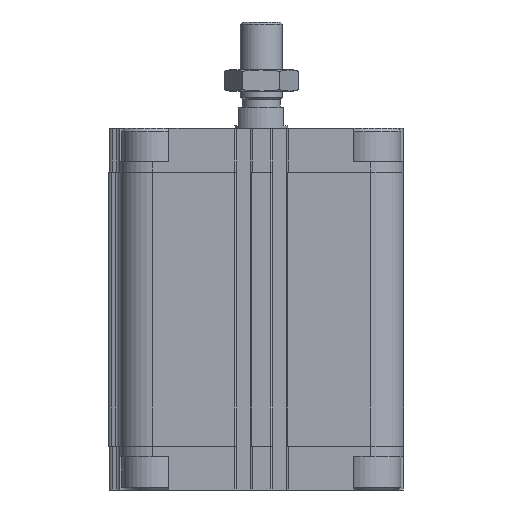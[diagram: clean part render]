
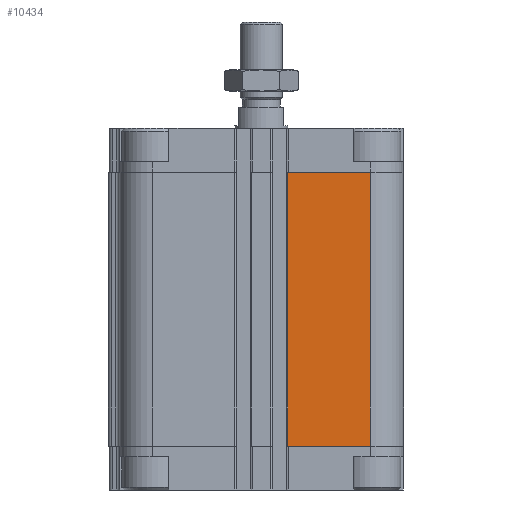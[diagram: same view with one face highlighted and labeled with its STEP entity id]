
A CAD part, left-side view. The second image highlights one B-rep face of the part: STEP entity #10434.
In plain terms, the highlighted face is planar.
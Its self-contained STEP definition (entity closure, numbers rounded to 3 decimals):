
#1996=ORIENTED_EDGE('',*,*,#4642,.F.);
#1997=ORIENTED_EDGE('',*,*,#4727,.F.);
#1998=ORIENTED_EDGE('',*,*,#4341,.T.);
#1999=ORIENTED_EDGE('',*,*,#4728,.T.);
#4341=EDGE_CURVE('',#5855,#5854,#6758,.T.);
#4642=EDGE_CURVE('',#6043,#6044,#6972,.T.);
#4727=EDGE_CURVE('',#5855,#6043,#7025,.T.);
#4728=EDGE_CURVE('',#5854,#6044,#7026,.T.);
#5854=VERTEX_POINT('',#15987);
#5855=VERTEX_POINT('',#15989);
#6043=VERTEX_POINT('',#16582);
#6044=VERTEX_POINT('',#16584);
#6758=LINE('',#15988,#7716);
#6972=LINE('',#16583,#7930);
#7025=LINE('',#16754,#7983);
#7026=LINE('',#16756,#7984);
#7716=VECTOR('',#12395,1000.);
#7930=VECTOR('',#12993,1000.);
#7983=VECTOR('',#13168,1000.);
#7984=VECTOR('',#13171,1000.);
#8593=EDGE_LOOP('',(#1996,#1997,#1998,#1999));
#9319=FACE_BOUND('',#8593,.T.);
#9963=PLANE('',#11278);
#10434=ADVANCED_FACE('',(#9319),#9963,.T.);
#11278=AXIS2_PLACEMENT_3D('',#16755,#13169,#13170);
#12395=DIRECTION('',(0.,1.,0.));
#12993=DIRECTION('',(0.,1.,0.));
#13168=DIRECTION('',(0.,0.,1.));
#13169=DIRECTION('',(1.,0.,0.));
#13170=DIRECTION('',(0.,0.,-1.));
#13171=DIRECTION('',(0.,0.,1.));
#15987=CARTESIAN_POINT('',(53.5,41.,-119.5));
#15988=CARTESIAN_POINT('',(53.5,9.95,-119.5));
#15989=CARTESIAN_POINT('',(53.5,9.95,-119.5));
#16582=CARTESIAN_POINT('',(53.5,9.95,-16.5));
#16583=CARTESIAN_POINT('',(53.5,9.95,-16.5));
#16584=CARTESIAN_POINT('',(53.5,41.,-16.5));
#16754=CARTESIAN_POINT('',(53.5,9.95,-119.5));
#16755=CARTESIAN_POINT('',(53.5,9.95,-119.5));
#16756=CARTESIAN_POINT('',(53.5,41.,-119.5));
